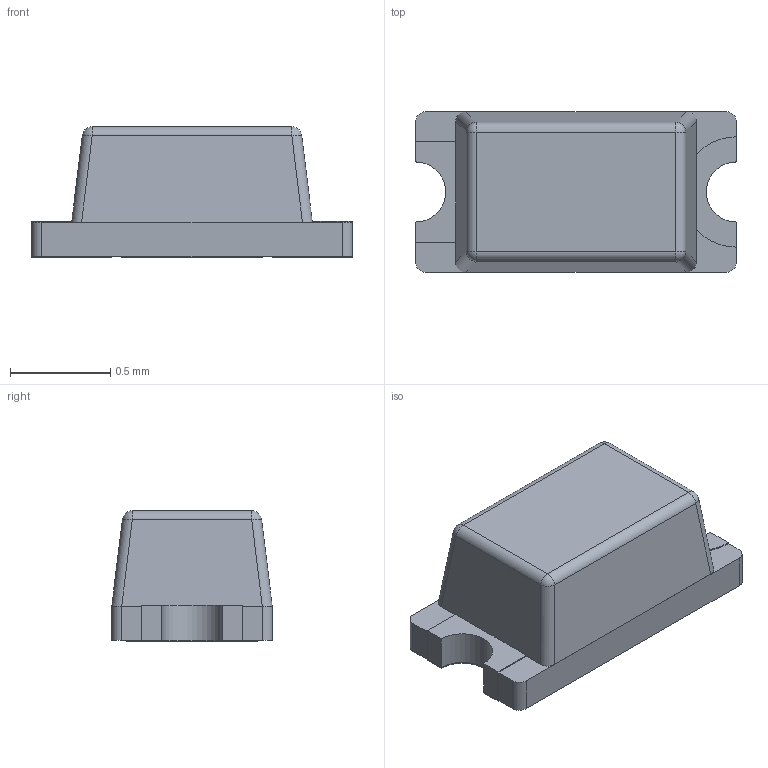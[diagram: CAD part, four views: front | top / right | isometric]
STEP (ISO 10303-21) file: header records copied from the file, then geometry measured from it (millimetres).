
FILE_DESCRIPTION(/* description */ (''),/* implementation_level */ '2;1');
FILE_NAME(/* name */ '1.stp',/* time_stamp */ '2019-11-14T12:10:29+02:00',/* author */ ('Karem'),/* organization */ (''),/* preprocessor_version */ 'ST-DEVELOPER v15.6',/* originating_system */ 'Autodesk Inventor 2015',/* authorisation */ '');
FILE_SCHEMA (('AUTOMOTIVE_DESIGN { 1 0 10303 214 3 1 1 }'));
Products named in the file (6): 1; 2; 3; 4; 5
Bounding box: 1.6 x 0.8 x 0.65 mm (x, y, z)
Volume: 0.6 mm3; surface area: 9.1 mm2
Topology: 7 solids, 7 shells, 89 faces, 213 edges, 138 vertices
Faces by surface type: plane 65, cylinder 20, sphere 4
Entity records: 2715 total; most frequent: DIRECTION 457, CARTESIAN_POINT 451, ORIENTED_EDGE 426, EDGE_CURVE 213, LINE 169, VECTOR 169, AXIS2_PLACEMENT_3D 144, VERTEX_POINT 138
